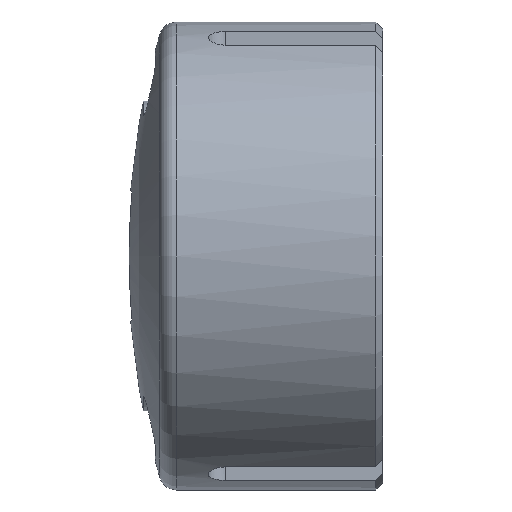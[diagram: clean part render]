
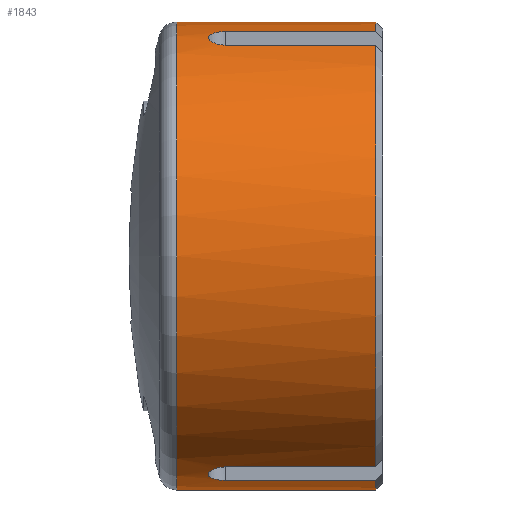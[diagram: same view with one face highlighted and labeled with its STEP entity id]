
A CAD part, left-side view. The second image highlights one B-rep face of the part: STEP entity #1843.
In plain terms, the highlighted cylindrical face has radius 6.7 mm (diameter 13.4 mm), a full revolution.
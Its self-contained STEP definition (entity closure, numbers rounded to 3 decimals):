
#30=CYLINDRICAL_SURFACE('',#1970,6.7);
#82=B_SPLINE_CURVE_WITH_KNOTS('',3,(#2764,#2765,#2766,#2767,#2768),
 .UNSPECIFIED.,.F.,.F.,(4,1,4),(-0.001,0.,
0.001),.UNSPECIFIED.);
#83=B_SPLINE_CURVE_WITH_KNOTS('',3,(#2776,#2777,#2778,#2779,#2780),
 .UNSPECIFIED.,.F.,.F.,(4,1,4),(0.,0.001,0.002),
 .UNSPECIFIED.);
#84=B_SPLINE_CURVE_WITH_KNOTS('',3,(#2782,#2783,#2784,#2785,#2786),
 .UNSPECIFIED.,.F.,.F.,(4,1,4),(-0.001,0.,
0.001),.UNSPECIFIED.);
#85=B_SPLINE_CURVE_WITH_KNOTS('',3,(#2794,#2795,#2796,#2797,#2798),
 .UNSPECIFIED.,.F.,.F.,(4,1,4),(0.,0.001,0.002),
 .UNSPECIFIED.);
#145=CIRCLE('',#1971,6.7);
#146=CIRCLE('',#1972,6.7);
#147=CIRCLE('',#1973,6.7);
#148=CIRCLE('',#1974,6.7);
#149=CIRCLE('',#1975,6.7);
#295=ORIENTED_EDGE('',*,*,#690,.F.);
#296=ORIENTED_EDGE('',*,*,#684,.F.);
#297=ORIENTED_EDGE('',*,*,#691,.F.);
#298=ORIENTED_EDGE('',*,*,#692,.F.);
#299=ORIENTED_EDGE('',*,*,#693,.F.);
#300=ORIENTED_EDGE('',*,*,#694,.F.);
#301=ORIENTED_EDGE('',*,*,#695,.F.);
#302=ORIENTED_EDGE('',*,*,#680,.F.);
#303=ORIENTED_EDGE('',*,*,#696,.F.);
#304=ORIENTED_EDGE('',*,*,#676,.F.);
#305=ORIENTED_EDGE('',*,*,#697,.F.);
#306=ORIENTED_EDGE('',*,*,#698,.F.);
#307=ORIENTED_EDGE('',*,*,#699,.F.);
#308=ORIENTED_EDGE('',*,*,#700,.F.);
#309=ORIENTED_EDGE('',*,*,#701,.F.);
#310=ORIENTED_EDGE('',*,*,#688,.F.);
#311=ORIENTED_EDGE('',*,*,#702,.T.);
#676=EDGE_CURVE('',#870,#871,#945,.T.);
#680=EDGE_CURVE('',#873,#874,#947,.F.);
#684=EDGE_CURVE('',#876,#877,#951,.T.);
#688=EDGE_CURVE('',#879,#880,#953,.F.);
#690=EDGE_CURVE('',#877,#879,#145,.T.);
#691=EDGE_CURVE('',#881,#876,#82,.T.);
#692=EDGE_CURVE('',#882,#881,#955,.F.);
#693=EDGE_CURVE('',#883,#882,#146,.T.);
#694=EDGE_CURVE('',#884,#883,#956,.T.);
#695=EDGE_CURVE('',#874,#884,#83,.T.);
#696=EDGE_CURVE('',#871,#873,#147,.T.);
#697=EDGE_CURVE('',#885,#870,#84,.T.);
#698=EDGE_CURVE('',#886,#885,#957,.F.);
#699=EDGE_CURVE('',#887,#886,#148,.T.);
#700=EDGE_CURVE('',#888,#887,#958,.T.);
#701=EDGE_CURVE('',#880,#888,#85,.T.);
#702=EDGE_CURVE('',#889,#889,#149,.T.);
#870=VERTEX_POINT('',#2722);
#871=VERTEX_POINT('',#2724);
#873=VERTEX_POINT('',#2736);
#874=VERTEX_POINT('',#2738);
#876=VERTEX_POINT('',#2744);
#877=VERTEX_POINT('',#2746);
#879=VERTEX_POINT('',#2758);
#880=VERTEX_POINT('',#2760);
#881=VERTEX_POINT('',#2769);
#882=VERTEX_POINT('',#2771);
#883=VERTEX_POINT('',#2773);
#884=VERTEX_POINT('',#2775);
#885=VERTEX_POINT('',#2787);
#886=VERTEX_POINT('',#2789);
#887=VERTEX_POINT('',#2791);
#888=VERTEX_POINT('',#2793);
#889=VERTEX_POINT('',#2800);
#945=LINE('',#2723,#1043);
#947=LINE('',#2737,#1045);
#951=LINE('',#2745,#1049);
#953=LINE('',#2759,#1051);
#955=LINE('',#2770,#1053);
#956=LINE('',#2774,#1054);
#957=LINE('',#2788,#1055);
#958=LINE('',#2792,#1056);
#1043=VECTOR('',#2193,1000.);
#1045=VECTOR('',#2197,1000.);
#1049=VECTOR('',#2203,1000.);
#1051=VECTOR('',#2207,1000.);
#1053=VECTOR('',#2213,1000.);
#1054=VECTOR('',#2216,1000.);
#1055=VECTOR('',#2219,1000.);
#1056=VECTOR('',#2222,1000.);
#1133=EDGE_LOOP('',(#295,#296,#297,#298,#299,#300,#301,#302,#303,#304,#305,
#306,#307,#308,#309,#310));
#1134=EDGE_LOOP('',(#311));
#1215=FACE_BOUND('',#1133,.T.);
#1216=FACE_BOUND('',#1134,.T.);
#1843=ADVANCED_FACE('',(#1215,#1216),#30,.T.);
#1970=AXIS2_PLACEMENT_3D('',#2762,#2209,#2210);
#1971=AXIS2_PLACEMENT_3D('',#2763,#2211,#2212);
#1972=AXIS2_PLACEMENT_3D('',#2772,#2214,#2215);
#1973=AXIS2_PLACEMENT_3D('',#2781,#2217,#2218);
#1974=AXIS2_PLACEMENT_3D('',#2790,#2220,#2221);
#1975=AXIS2_PLACEMENT_3D('',#2799,#2223,#2224);
#2193=DIRECTION('',(0.,-1.,0.));
#2197=DIRECTION('',(0.,-1.,0.));
#2203=DIRECTION('',(0.,-1.,0.));
#2207=DIRECTION('',(0.,-1.,0.));
#2209=DIRECTION('',(0.,-1.,0.));
#2210=DIRECTION('',(1.,0.,0.));
#2211=DIRECTION('',(0.,-1.,0.));
#2212=DIRECTION('',(1.,0.,0.));
#2213=DIRECTION('',(0.,-1.,0.));
#2214=DIRECTION('',(0.,-1.,0.));
#2215=DIRECTION('',(1.,0.,0.));
#2216=DIRECTION('',(0.,-1.,0.));
#2217=DIRECTION('',(0.,-1.,0.));
#2218=DIRECTION('',(1.,0.,0.));
#2219=DIRECTION('',(0.,-1.,0.));
#2220=DIRECTION('',(0.,-1.,0.));
#2221=DIRECTION('',(1.,0.,0.));
#2222=DIRECTION('',(0.,-1.,0.));
#2223=DIRECTION('',(0.,-1.,0.));
#2224=DIRECTION('',(1.,0.,0.));
#2722=CARTESIAN_POINT('',(-2.9,4.5,6.04));
#2723=CARTESIAN_POINT('',(-2.9,0.,6.04));
#2724=CARTESIAN_POINT('',(-2.9,0.2,6.04));
#2736=CARTESIAN_POINT('',(-2.9,0.2,-6.04));
#2737=CARTESIAN_POINT('',(-2.9,0.,-6.04));
#2738=CARTESIAN_POINT('',(-2.9,4.5,-6.04));
#2744=CARTESIAN_POINT('',(2.9,4.5,-6.04));
#2745=CARTESIAN_POINT('',(2.9,0.,-6.04));
#2746=CARTESIAN_POINT('',(2.9,0.2,-6.04));
#2758=CARTESIAN_POINT('',(2.9,0.2,6.04));
#2759=CARTESIAN_POINT('',(2.9,0.,6.04));
#2760=CARTESIAN_POINT('',(2.9,4.5,6.04));
#2762=CARTESIAN_POINT('',(0.,0.,0.));
#2763=CARTESIAN_POINT('',(0.,0.2,0.));
#2764=CARTESIAN_POINT('',(1.9,4.5,-6.425));
#2765=CARTESIAN_POINT('',(1.9,4.774,-6.425));
#2766=CARTESIAN_POINT('',(2.412,5.226,-6.274));
#2767=CARTESIAN_POINT('',(2.9,4.774,-6.04));
#2768=CARTESIAN_POINT('',(2.9,4.5,-6.04));
#2769=CARTESIAN_POINT('',(1.9,4.5,-6.425));
#2770=CARTESIAN_POINT('',(1.9,0.,-6.425));
#2771=CARTESIAN_POINT('',(1.9,0.2,-6.425));
#2772=CARTESIAN_POINT('',(0.,0.2,0.));
#2773=CARTESIAN_POINT('',(-1.9,0.2,-6.425));
#2774=CARTESIAN_POINT('',(-1.9,0.,-6.425));
#2775=CARTESIAN_POINT('',(-1.9,4.5,-6.425));
#2776=CARTESIAN_POINT('',(-2.9,4.5,-6.04));
#2777=CARTESIAN_POINT('',(-2.9,4.774,-6.04));
#2778=CARTESIAN_POINT('',(-2.41,5.226,-6.275));
#2779=CARTESIAN_POINT('',(-1.9,4.774,-6.425));
#2780=CARTESIAN_POINT('',(-1.9,4.5,-6.425));
#2781=CARTESIAN_POINT('',(0.,0.2,0.));
#2782=CARTESIAN_POINT('',(-1.9,4.5,6.425));
#2783=CARTESIAN_POINT('',(-1.9,4.774,6.425));
#2784=CARTESIAN_POINT('',(-2.412,5.226,6.274));
#2785=CARTESIAN_POINT('',(-2.9,4.774,6.04));
#2786=CARTESIAN_POINT('',(-2.9,4.5,6.04));
#2787=CARTESIAN_POINT('',(-1.9,4.5,6.425));
#2788=CARTESIAN_POINT('',(-1.9,0.,6.425));
#2789=CARTESIAN_POINT('',(-1.9,0.2,6.425));
#2790=CARTESIAN_POINT('',(0.,0.2,0.));
#2791=CARTESIAN_POINT('',(1.9,0.2,6.425));
#2792=CARTESIAN_POINT('',(1.9,0.,6.425));
#2793=CARTESIAN_POINT('',(1.9,4.5,6.425));
#2794=CARTESIAN_POINT('',(2.9,4.5,6.04));
#2795=CARTESIAN_POINT('',(2.9,4.774,6.04));
#2796=CARTESIAN_POINT('',(2.41,5.226,6.275));
#2797=CARTESIAN_POINT('',(1.9,4.774,6.425));
#2798=CARTESIAN_POINT('',(1.9,4.5,6.425));
#2799=CARTESIAN_POINT('',(0.,5.908,0.));
#2800=CARTESIAN_POINT('',(6.7,5.908,0.));
